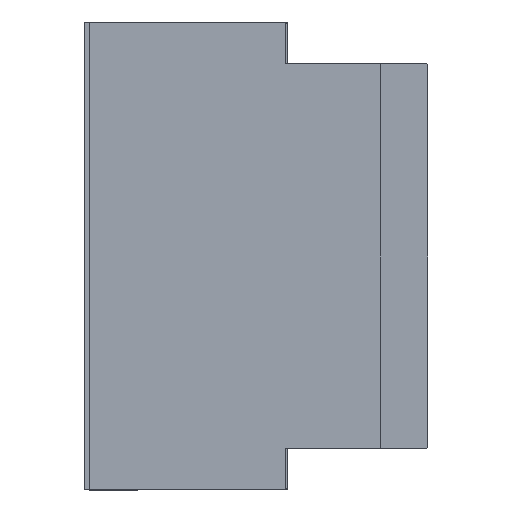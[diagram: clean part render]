
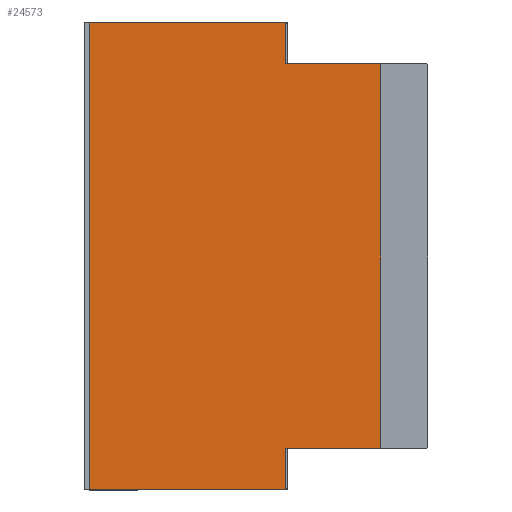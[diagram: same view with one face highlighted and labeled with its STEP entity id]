
A CAD part, left-side view. The second image highlights one B-rep face of the part: STEP entity #24573.
In plain terms, the highlighted face is planar.
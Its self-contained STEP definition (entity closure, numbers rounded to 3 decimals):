
#477=PLANE('',#26255);
#1855=FACE_OUTER_BOUND('',#3265,.T.);
#3265=EDGE_LOOP('',(#19291,#19292,#19293,#19294,#19295,#19296,#19297,#19298));
#5225=LINE('',#36154,#8580);
#5227=LINE('',#36160,#8582);
#5230=LINE('',#36166,#8585);
#5233=LINE('',#36172,#8588);
#5236=LINE('',#36177,#8591);
#5244=LINE('',#36193,#8599);
#5249=LINE('',#36202,#8604);
#5251=LINE('',#36205,#8606);
#8580=VECTOR('',#29374,10.);
#8582=VECTOR('',#29378,10.);
#8585=VECTOR('',#29383,10.);
#8588=VECTOR('',#29388,10.);
#8591=VECTOR('',#29393,10.);
#8599=VECTOR('',#29407,10.);
#8604=VECTOR('',#29414,10.);
#8606=VECTOR('',#29418,10.);
#11947=VERTEX_POINT('',#36148);
#11949=VERTEX_POINT('',#36152);
#11950=VERTEX_POINT('',#36156);
#11952=VERTEX_POINT('',#36159);
#11954=VERTEX_POINT('',#36165);
#11956=VERTEX_POINT('',#36171);
#11962=VERTEX_POINT('',#36192);
#11965=VERTEX_POINT('',#36200);
#14550=EDGE_CURVE('',#11947,#11949,#5225,.T.);
#14552=EDGE_CURVE('',#11952,#11950,#5227,.T.);
#14555=EDGE_CURVE('',#11949,#11954,#5230,.T.);
#14558=EDGE_CURVE('',#11954,#11956,#5233,.T.);
#14561=EDGE_CURVE('',#11956,#11952,#5236,.T.);
#14569=EDGE_CURVE('',#11962,#11947,#5244,.T.);
#14574=EDGE_CURVE('',#11950,#11965,#5249,.T.);
#14576=EDGE_CURVE('',#11965,#11962,#5251,.T.);
#19291=ORIENTED_EDGE('',*,*,#14574,.T.);
#19292=ORIENTED_EDGE('',*,*,#14576,.T.);
#19293=ORIENTED_EDGE('',*,*,#14569,.T.);
#19294=ORIENTED_EDGE('',*,*,#14550,.T.);
#19295=ORIENTED_EDGE('',*,*,#14555,.T.);
#19296=ORIENTED_EDGE('',*,*,#14558,.T.);
#19297=ORIENTED_EDGE('',*,*,#14561,.T.);
#19298=ORIENTED_EDGE('',*,*,#14552,.T.);
#24573=ADVANCED_FACE('',(#1855),#477,.T.);
#26255=AXIS2_PLACEMENT_3D('',#36206,#29419,#29420);
#29374=DIRECTION('',(1.,0.,0.));
#29378=DIRECTION('',(1.,0.,0.));
#29383=DIRECTION('',(0.,1.,0.));
#29388=DIRECTION('',(-1.,0.,0.));
#29393=DIRECTION('',(0.,-1.,0.));
#29407=DIRECTION('',(0.,1.,0.));
#29414=DIRECTION('',(0.,-1.,0.));
#29418=DIRECTION('',(1.,0.,0.));
#29419=DIRECTION('center_axis',(0.,0.,1.));
#29420=DIRECTION('ref_axis',(1.,0.,0.));
#36148=CARTESIAN_POINT('',(74.,-12.,10.));
#36152=CARTESIAN_POINT('',(90.,-12.,10.));
#36154=CARTESIAN_POINT('',(-90.,-12.,10.));
#36156=CARTESIAN_POINT('',(-74.,-12.,10.));
#36159=CARTESIAN_POINT('',(-90.,-12.,10.));
#36160=CARTESIAN_POINT('',(-90.,-12.,10.));
#36165=CARTESIAN_POINT('',(90.,63.5,10.));
#36166=CARTESIAN_POINT('',(90.,-12.,10.));
#36171=CARTESIAN_POINT('',(-90.,63.5,10.));
#36172=CARTESIAN_POINT('',(90.,63.5,10.));
#36177=CARTESIAN_POINT('',(-90.,63.5,10.));
#36192=CARTESIAN_POINT('',(74.,-48.5,10.));
#36193=CARTESIAN_POINT('',(74.,-48.5,10.));
#36200=CARTESIAN_POINT('',(-74.,-48.5,10.));
#36202=CARTESIAN_POINT('',(-74.,48.5,10.));
#36205=CARTESIAN_POINT('',(-74.,-48.5,10.));
#36206=CARTESIAN_POINT('Origin',(0.,0.,10.));
